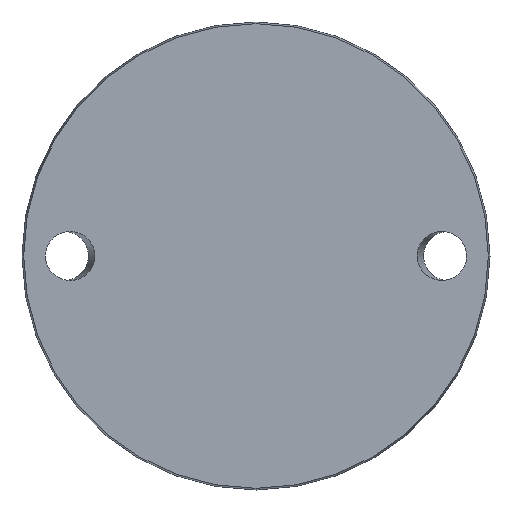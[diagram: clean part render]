
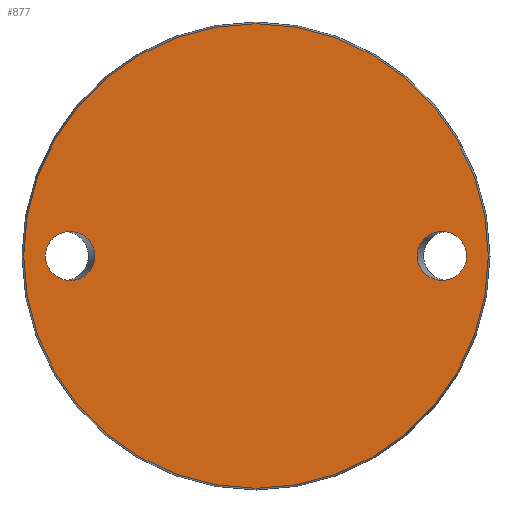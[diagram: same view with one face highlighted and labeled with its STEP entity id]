
A CAD part, front view. The second image highlights one B-rep face of the part: STEP entity #877.
In plain terms, the highlighted planar face has unit normal (0, -1, 0).
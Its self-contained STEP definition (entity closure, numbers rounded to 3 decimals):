
#29 = CARTESIAN_POINT ( 'NONE',  ( 54.385, 0., 0. ) ) ;
#33 =( BOUNDED_CURVE ( )  B_SPLINE_CURVE ( 3, ( #594, #923, #198, #181, #266, #518, #29 ),
 .UNSPECIFIED., .T., .F. ) 
 B_SPLINE_CURVE_WITH_KNOTS ( ( 4, 3, 4 ),
 ( 0., 3.142, 6.283 ),
 .UNSPECIFIED. ) 
 CURVE ( )  GEOMETRIC_REPRESENTATION_ITEM ( )  RATIONAL_B_SPLINE_CURVE ( ( 1., 0.333, 0.333, 1., 0.333, 0.333, 1. ) ) 
 REPRESENTATION_ITEM ( '' )  );
#36 = CARTESIAN_POINT ( 'NONE',  ( -71.115, 0., 0. ) ) ;
#40 = CARTESIAN_POINT ( 'NONE',  ( 0., 0., 0. ) ) ;
#54 = ORIENTED_EDGE ( 'NONE', *, *, #120, .T. ) ;
#75 = DIRECTION ( 'NONE',  ( 0., 0., 1. ) ) ;
#101 = CARTESIAN_POINT ( 'NONE',  ( -54.385, 0., -16.5 ) ) ;
#113 = DIRECTION ( 'NONE',  ( 0., -1., 0. ) ) ;
#120 = EDGE_CURVE ( 'NONE', #310, #310, #757, .T. ) ;
#181 = CARTESIAN_POINT ( 'NONE',  ( 71.115, 0., 0. ) ) ;
#198 = CARTESIAN_POINT ( 'NONE',  ( 71.115, 0., -16.5 ) ) ;
#212 = PLANE ( 'NONE',  #853 ) ;
#233 = CARTESIAN_POINT ( 'NONE',  ( -78.425, 0., 0. ) ) ;
#247 = VERTEX_POINT ( 'NONE', #281 ) ;
#257 = CIRCLE ( 'NONE', #494, 78.425 ) ;
#266 = CARTESIAN_POINT ( 'NONE',  ( 71.115, 0., 16.5 ) ) ;
#274 = CARTESIAN_POINT ( 'NONE',  ( -71.115, 0., 0. ) ) ;
#280 = FACE_BOUND ( 'NONE', #734, .T. ) ;
#281 = CARTESIAN_POINT ( 'NONE',  ( 0., 0., -78.425 ) ) ;
#310 = VERTEX_POINT ( 'NONE', #36 ) ;
#317 = DIRECTION ( 'NONE',  ( 0., 1., 0. ) ) ;
#360 = EDGE_LOOP ( 'NONE', ( #651 ) ) ;
#410 = CARTESIAN_POINT ( 'NONE',  ( -71.115, 0., 0. ) ) ;
#447 = FACE_BOUND ( 'NONE', #360, .T. ) ;
#494 = AXIS2_PLACEMENT_3D ( 'NONE', #40, #113, #827 ) ;
#518 = CARTESIAN_POINT ( 'NONE',  ( 54.385, 0., 16.5 ) ) ;
#527 = CARTESIAN_POINT ( 'NONE',  ( -54.385, 0., 0. ) ) ;
#590 = EDGE_LOOP ( 'NONE', ( #881 ) ) ;
#594 = CARTESIAN_POINT ( 'NONE',  ( 54.385, 0., 0. ) ) ;
#651 = ORIENTED_EDGE ( 'NONE', *, *, #755, .F. ) ;
#693 = EDGE_CURVE ( 'NONE', #247, #247, #257, .T. ) ;
#734 = EDGE_LOOP ( 'NONE', ( #54 ) ) ;
#739 = CARTESIAN_POINT ( 'NONE',  ( -71.115, 0., 16.5 ) ) ;
#755 = EDGE_CURVE ( 'NONE', #991, #991, #33, .T. ) ;
#757 =( BOUNDED_CURVE ( )  B_SPLINE_CURVE ( 3, ( #410, #739, #994, #527, #101, #916, #274 ),
 .UNSPECIFIED., .T., .T. ) 
 B_SPLINE_CURVE_WITH_KNOTS ( ( 4, 3, 4 ),
 ( 0., 3.142, 6.283 ),
 .UNSPECIFIED. ) 
 CURVE ( )  GEOMETRIC_REPRESENTATION_ITEM ( )  RATIONAL_B_SPLINE_CURVE ( ( 1., 0.333, 0.333, 1., 0.333, 0.333, 1. ) ) 
 REPRESENTATION_ITEM ( '' )  );
#827 = DIRECTION ( 'NONE',  ( 0., 0., -1. ) ) ;
#853 = AXIS2_PLACEMENT_3D ( 'NONE', #233, #317, #75 ) ;
#877 = ADVANCED_FACE ( 'NONE', ( #280, #447, #940 ), #212, .F. ) ;
#881 = ORIENTED_EDGE ( 'NONE', *, *, #693, .T. ) ;
#916 = CARTESIAN_POINT ( 'NONE',  ( -71.115, 0., -16.5 ) ) ;
#923 = CARTESIAN_POINT ( 'NONE',  ( 54.385, 0., -16.5 ) ) ;
#940 = FACE_OUTER_BOUND ( 'NONE', #590, .T. ) ;
#991 = VERTEX_POINT ( 'NONE', #997 ) ;
#994 = CARTESIAN_POINT ( 'NONE',  ( -54.385, 0., 16.5 ) ) ;
#997 = CARTESIAN_POINT ( 'NONE',  ( 54.385, 0., 0. ) ) ;
